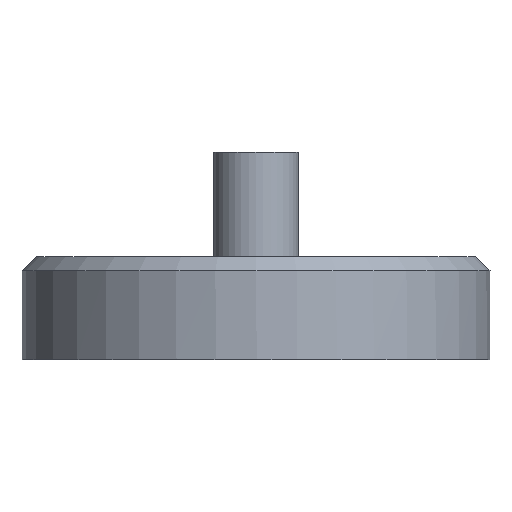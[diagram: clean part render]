
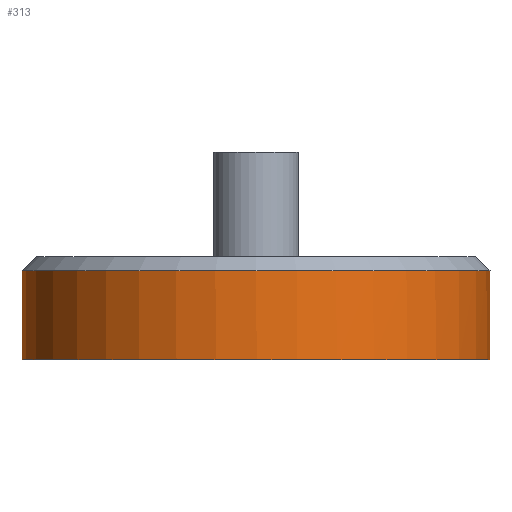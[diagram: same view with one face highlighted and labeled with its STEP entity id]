
A CAD part, front view. The second image highlights one B-rep face of the part: STEP entity #313.
In plain terms, the highlighted cylindrical face has radius 16.5 mm (diameter 33 mm), a full revolution.
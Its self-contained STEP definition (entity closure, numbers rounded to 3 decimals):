
#15=CYLINDRICAL_SURFACE('',#348,16.5);
#37=FACE_OUTER_BOUND('',#55,.T.);
#55=EDGE_LOOP('',(#227,#228,#229,#230,#231,#232,#233,#234,#235));
#74=LINE('',#490,#101);
#75=LINE('',#494,#102);
#76=LINE('',#498,#103);
#101=VECTOR('',#394,16.5);
#102=VECTOR('',#397,10.);
#103=VECTOR('',#400,10.);
#128=CIRCLE('',#344,16.5);
#129=CIRCLE('',#345,16.5);
#131=CIRCLE('',#349,16.5);
#132=CIRCLE('',#350,16.5);
#133=CIRCLE('',#351,16.5);
#146=VERTEX_POINT('',#480);
#147=VERTEX_POINT('',#482);
#149=VERTEX_POINT('',#489);
#150=VERTEX_POINT('',#491);
#151=VERTEX_POINT('',#493);
#152=VERTEX_POINT('',#495);
#153=VERTEX_POINT('',#497);
#177=EDGE_CURVE('',#146,#147,#128,.T.);
#178=EDGE_CURVE('',#147,#146,#129,.T.);
#180=EDGE_CURVE('',#147,#149,#74,.T.);
#181=EDGE_CURVE('',#149,#150,#131,.T.);
#182=EDGE_CURVE('',#151,#150,#75,.T.);
#183=EDGE_CURVE('',#152,#151,#132,.T.);
#184=EDGE_CURVE('',#153,#152,#76,.T.);
#185=EDGE_CURVE('',#153,#149,#133,.T.);
#227=ORIENTED_EDGE('',*,*,#177,.F.);
#228=ORIENTED_EDGE('',*,*,#178,.F.);
#229=ORIENTED_EDGE('',*,*,#180,.T.);
#230=ORIENTED_EDGE('',*,*,#181,.T.);
#231=ORIENTED_EDGE('',*,*,#182,.F.);
#232=ORIENTED_EDGE('',*,*,#183,.F.);
#233=ORIENTED_EDGE('',*,*,#184,.F.);
#234=ORIENTED_EDGE('',*,*,#185,.T.);
#235=ORIENTED_EDGE('',*,*,#180,.F.);
#313=ADVANCED_FACE('',(#37),#15,.T.);
#344=AXIS2_PLACEMENT_3D('',#483,#384,#385);
#345=AXIS2_PLACEMENT_3D('',#484,#386,#387);
#348=AXIS2_PLACEMENT_3D('',#488,#392,#393);
#349=AXIS2_PLACEMENT_3D('',#492,#395,#396);
#350=AXIS2_PLACEMENT_3D('',#496,#398,#399);
#351=AXIS2_PLACEMENT_3D('',#499,#401,#402);
#384=DIRECTION('center_axis',(0.,0.,1.));
#385=DIRECTION('ref_axis',(-1.,0.,0.));
#386=DIRECTION('center_axis',(0.,0.,1.));
#387=DIRECTION('ref_axis',(-1.,0.,0.));
#392=DIRECTION('center_axis',(0.,0.,1.));
#393=DIRECTION('ref_axis',(1.,0.,0.));
#394=DIRECTION('',(0.,0.,-1.));
#395=DIRECTION('center_axis',(0.,0.,1.));
#396=DIRECTION('ref_axis',(1.,0.,0.));
#397=DIRECTION('',(0.,0.,-1.));
#398=DIRECTION('center_axis',(0.,0.,-1.));
#399=DIRECTION('ref_axis',(1.,0.,0.));
#400=DIRECTION('',(0.,0.,1.));
#401=DIRECTION('center_axis',(0.,0.,1.));
#402=DIRECTION('ref_axis',(1.,0.,0.));
#480=CARTESIAN_POINT('',(16.5,0.,6.25));
#482=CARTESIAN_POINT('',(-16.5,0.,6.25));
#483=CARTESIAN_POINT('Origin',(0.,0.,6.25));
#484=CARTESIAN_POINT('Origin',(0.,0.,6.25));
#488=CARTESIAN_POINT('Origin',(0.,0.,0.));
#489=CARTESIAN_POINT('',(-16.5,0.,0.));
#490=CARTESIAN_POINT('',(-16.5,0.,0.));
#491=CARTESIAN_POINT('',(12.558,10.703,0.));
#492=CARTESIAN_POINT('Origin',(0.,0.,0.));
#493=CARTESIAN_POINT('',(12.558,10.703,6.125));
#494=CARTESIAN_POINT('',(12.558,10.703,0.));
#495=CARTESIAN_POINT('',(-12.558,10.703,6.125));
#496=CARTESIAN_POINT('Origin',(0.,0.,6.125));
#497=CARTESIAN_POINT('',(-12.558,10.703,0.));
#498=CARTESIAN_POINT('',(-12.558,10.703,0.));
#499=CARTESIAN_POINT('Origin',(0.,0.,0.));
